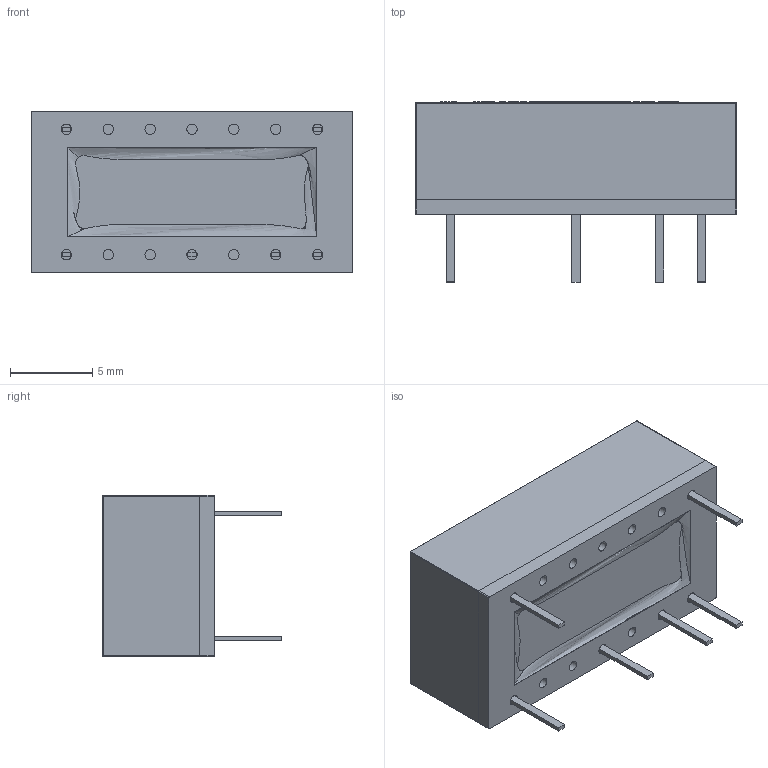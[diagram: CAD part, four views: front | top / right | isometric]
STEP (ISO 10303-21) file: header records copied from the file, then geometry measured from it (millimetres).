
FILE_DESCRIPTION (( 'STEP AP214' ), '1' );
FILE_NAME ('mps_dcdc_nma_dc_a.STEP', '2014-10-04T09:54:37', ( '' ), ( '' ), 'SwSTEP 2.0', 'SolidWorks 2014', '' );
FILE_SCHEMA (( 'AUTOMOTIVE_DESIGN' ));
Length unit declared in the file: millimetre
Products named in the file (1): mps_dcdc_nma_dc_a
Bounding box: 19.5 x 10.92 x 9.8 mm (x, y, z)
Volume: 1547.2 mm3; surface area: 2411.5 mm2
Topology: 32 solids, 32 shells, 551 faces, 1427 edges, 954 vertices
Faces by surface type: plane 387, cylinder 137, bspline 23, sphere 4
Full cylindrical faces by diameter (mm): 0.63 x14, 1 x1
Entity records: 24445 total; most frequent: CARTESIAN_POINT 4628, ORIENTED_EDGE 2788, DIRECTION 2658, EDGE_CURVE 1394, VECTOR 1052, LINE 1052, VERTEX_POINT 940, AXIS2_PLACEMENT_3D 803
